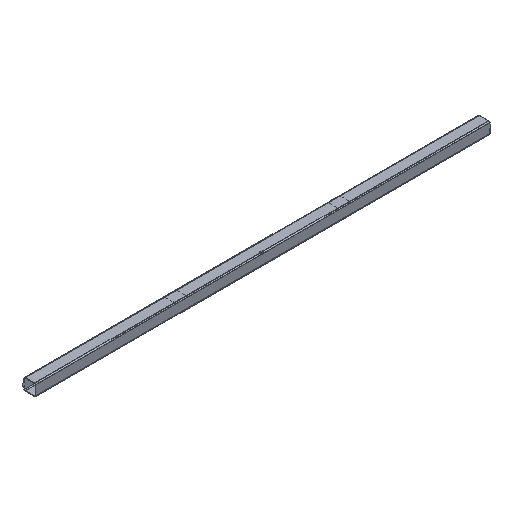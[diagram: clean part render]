
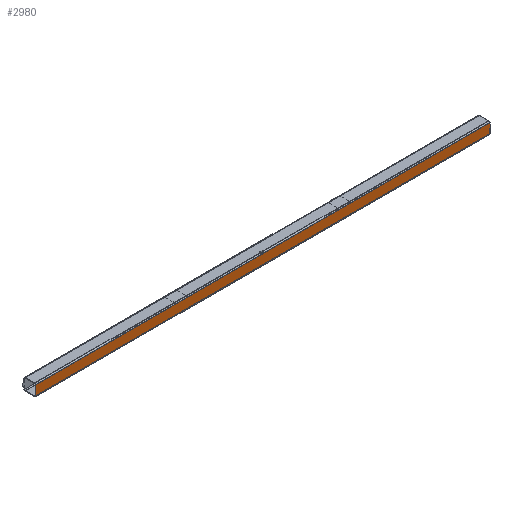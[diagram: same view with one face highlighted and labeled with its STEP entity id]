
A CAD part, isometric view. The second image highlights one B-rep face of the part: STEP entity #2980.
In plain terms, the highlighted planar face has unit normal (0, -1, 0).
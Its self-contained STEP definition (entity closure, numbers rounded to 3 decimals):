
#243 = DIRECTION ( 'NONE',  ( 0., 0., 1. ) ) ;
#359 = DIRECTION ( 'NONE',  ( 0., 1., 0. ) ) ;
#860 = LINE ( 'NONE', #5433, #3690 ) ;
#1243 = CARTESIAN_POINT ( 'NONE',  ( 10., -30., 23.6 ) ) ;
#1277 = VECTOR ( 'NONE', #1942, 1000. ) ;
#1292 = EDGE_LOOP ( 'NONE', ( #2128, #2879, #1647, #5811 ) ) ;
#1362 = LINE ( 'NONE', #2536, #1277 ) ;
#1517 = CARTESIAN_POINT ( 'NONE',  ( 2290., -30., 23.6 ) ) ;
#1586 = CARTESIAN_POINT ( 'NONE',  ( -20., -30., 23.6 ) ) ;
#1647 = ORIENTED_EDGE ( 'NONE', *, *, #4784, .F. ) ;
#1765 = VERTEX_POINT ( 'NONE', #4952 ) ;
#1852 = CARTESIAN_POINT ( 'NONE',  ( -20., -30., 23.6 ) ) ;
#1942 = DIRECTION ( 'NONE',  ( -1., 0., 0. ) ) ;
#2073 = FACE_OUTER_BOUND ( 'NONE', #1292, .T. ) ;
#2128 = ORIENTED_EDGE ( 'NONE', *, *, #3800, .F. ) ;
#2194 = DIRECTION ( 'NONE',  ( -1., 0., 0. ) ) ;
#2380 = LINE ( 'NONE', #1852, #3083 ) ;
#2414 = DIRECTION ( 'NONE',  ( 1., 0., 0. ) ) ;
#2536 = CARTESIAN_POINT ( 'NONE',  ( -20., -30., -23.6 ) ) ;
#2606 = LINE ( 'NONE', #1517, #2861 ) ;
#2855 = VERTEX_POINT ( 'NONE', #1243 ) ;
#2861 = VECTOR ( 'NONE', #3809, 1000. ) ;
#2879 = ORIENTED_EDGE ( 'NONE', *, *, #6183, .F. ) ;
#2980 = ADVANCED_FACE ( 'NONE', ( #2073 ), #4942, .F. ) ;
#3083 = VECTOR ( 'NONE', #2414, 1000. ) ;
#3620 = EDGE_CURVE ( 'NONE', #5830, #5103, #2606, .T. ) ;
#3690 = VECTOR ( 'NONE', #243, 1000. ) ;
#3800 = EDGE_CURVE ( 'NONE', #2855, #5830, #2380, .T. ) ;
#3809 = DIRECTION ( 'NONE',  ( 0., 0., -1. ) ) ;
#4179 = CARTESIAN_POINT ( 'NONE',  ( 2290., -30., -23.6 ) ) ;
#4784 = EDGE_CURVE ( 'NONE', #5103, #1765, #1362, .T. ) ;
#4942 = PLANE ( 'NONE',  #7041 ) ;
#4952 = CARTESIAN_POINT ( 'NONE',  ( 10., -30., -23.6 ) ) ;
#5000 = CARTESIAN_POINT ( 'NONE',  ( 2290., -30., 23.6 ) ) ;
#5103 = VERTEX_POINT ( 'NONE', #4179 ) ;
#5433 = CARTESIAN_POINT ( 'NONE',  ( 10., -30., 23.6 ) ) ;
#5811 = ORIENTED_EDGE ( 'NONE', *, *, #3620, .F. ) ;
#5830 = VERTEX_POINT ( 'NONE', #5000 ) ;
#6183 = EDGE_CURVE ( 'NONE', #1765, #2855, #860, .T. ) ;
#7041 = AXIS2_PLACEMENT_3D ( 'NONE', #1586, #359, #2194 ) ;
